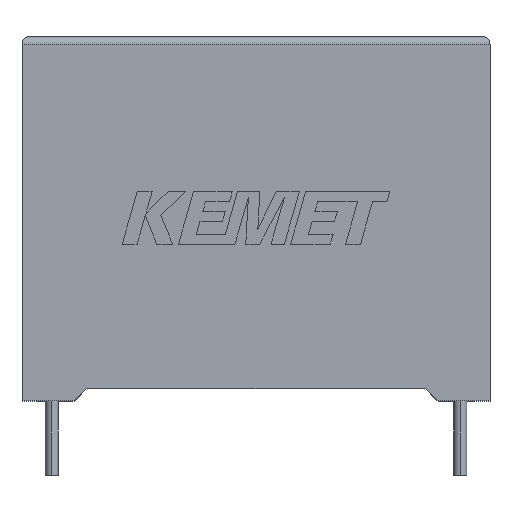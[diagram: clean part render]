
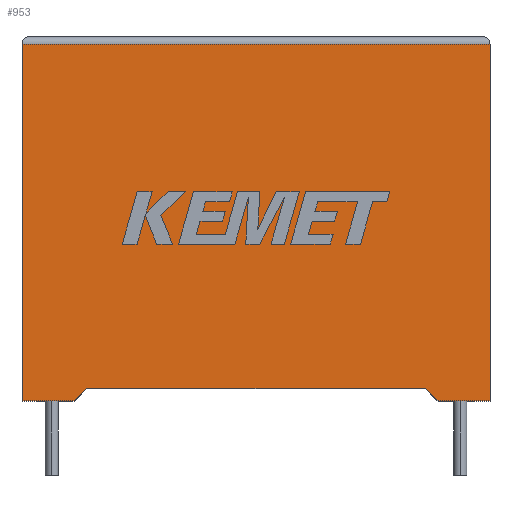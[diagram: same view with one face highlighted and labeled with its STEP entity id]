
A CAD part, top view. The second image highlights one B-rep face of the part: STEP entity #953.
In plain terms, the highlighted planar face has unit normal (0, 0, 1).
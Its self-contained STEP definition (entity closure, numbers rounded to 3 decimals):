
#7 = LINE ( 'NONE', #2836, #2870 ) ;
#21 = CARTESIAN_POINT ( 'NONE',  ( 0., 24., 14.5 ) ) ;
#50 = VECTOR ( 'NONE', #2164, 1000. ) ;
#213 = DIRECTION ( 'NONE',  ( 0., 1., 0. ) ) ;
#274 = VERTEX_POINT ( 'NONE', #2453 ) ;
#500 = VERTEX_POINT ( 'NONE', #2965 ) ;
#618 = EDGE_CURVE ( 'NONE', #1408, #2068, #1852, .T. ) ;
#621 = DIRECTION ( 'NONE',  ( 0.719, -0.695, 0. ) ) ;
#694 = VECTOR ( 'NONE', #1617, 1000. ) ;
#740 = LINE ( 'NONE', #1656, #1147 ) ;
#756 = VECTOR ( 'NONE', #2342, 1000. ) ;
#867 = DIRECTION ( 'NONE',  ( -0.719, -0.695, 0. ) ) ;
#953 = ADVANCED_FACE ( 'NONE', ( #2507 ), #1566, .F. ) ;
#962 = CARTESIAN_POINT ( 'NONE',  ( 31.5, 24., 14.5 ) ) ;
#1032 = ORIENTED_EDGE ( 'NONE', *, *, #1556, .F. ) ;
#1039 = CARTESIAN_POINT ( 'NONE',  ( 0., 0., 14.5 ) ) ;
#1077 = ORIENTED_EDGE ( 'NONE', *, *, #618, .T. ) ;
#1087 = LINE ( 'NONE', #2909, #2424 ) ;
#1147 = VECTOR ( 'NONE', #2131, 1000. ) ;
#1344 = CARTESIAN_POINT ( 'NONE',  ( 0., 0., 14.5 ) ) ;
#1408 = VERTEX_POINT ( 'NONE', #1409 ) ;
#1409 = CARTESIAN_POINT ( 'NONE',  ( 28., 0., 14.5 ) ) ;
#1452 = CARTESIAN_POINT ( 'NONE',  ( 0., 0., 14.5 ) ) ;
#1459 = LINE ( 'NONE', #1039, #50 ) ;
#1464 = EDGE_CURVE ( 'NONE', #2068, #1799, #7, .T. ) ;
#1556 = EDGE_CURVE ( 'NONE', #2445, #500, #2163, .T. ) ;
#1566 = PLANE ( 'NONE',  #2967 ) ;
#1617 = DIRECTION ( 'NONE',  ( 1., 0., 0. ) ) ;
#1656 = CARTESIAN_POINT ( 'NONE',  ( 15.75, 0.845, 14.5 ) ) ;
#1745 = VERTEX_POINT ( 'NONE', #1452 ) ;
#1782 = ORIENTED_EDGE ( 'NONE', *, *, #2705, .F. ) ;
#1788 = ORIENTED_EDGE ( 'NONE', *, *, #2233, .T. ) ;
#1799 = VERTEX_POINT ( 'NONE', #962 ) ;
#1816 = DIRECTION ( 'NONE',  ( 0., 0., -1. ) ) ;
#1852 = LINE ( 'NONE', #2789, #694 ) ;
#1868 = CARTESIAN_POINT ( 'NONE',  ( 0., 0., 14.5 ) ) ;
#1972 = CARTESIAN_POINT ( 'NONE',  ( 4.375, 0.845, 14.5 ) ) ;
#2024 = EDGE_CURVE ( 'NONE', #1745, #500, #2828, .T. ) ;
#2068 = VERTEX_POINT ( 'NONE', #2809 ) ;
#2131 = DIRECTION ( 'NONE',  ( -1., 0., 0. ) ) ;
#2163 = LINE ( 'NONE', #2384, #2267 ) ;
#2164 = DIRECTION ( 'NONE',  ( 0., -1., 0. ) ) ;
#2168 = VECTOR ( 'NONE', #2623, 1000. ) ;
#2206 = EDGE_LOOP ( 'NONE', ( #2545, #1788, #2947, #2472, #1032, #1782, #2322, #1077 ) ) ;
#2233 = EDGE_CURVE ( 'NONE', #1799, #274, #2326, .T. ) ;
#2267 = VECTOR ( 'NONE', #867, 1000. ) ;
#2322 = ORIENTED_EDGE ( 'NONE', *, *, #2780, .T. ) ;
#2326 = LINE ( 'NONE', #21, #2168 ) ;
#2342 = DIRECTION ( 'NONE',  ( 1., 0., 0. ) ) ;
#2384 = CARTESIAN_POINT ( 'NONE',  ( 3.5, 0., 14.5 ) ) ;
#2391 = EDGE_CURVE ( 'NONE', #274, #1745, #1459, .T. ) ;
#2424 = VECTOR ( 'NONE', #621, 1000. ) ;
#2445 = VERTEX_POINT ( 'NONE', #1972 ) ;
#2453 = CARTESIAN_POINT ( 'NONE',  ( 0., 24., 14.5 ) ) ;
#2472 = ORIENTED_EDGE ( 'NONE', *, *, #2024, .T. ) ;
#2507 = FACE_OUTER_BOUND ( 'NONE', #2206, .T. ) ;
#2545 = ORIENTED_EDGE ( 'NONE', *, *, #1464, .T. ) ;
#2623 = DIRECTION ( 'NONE',  ( -1., 0., 0. ) ) ;
#2691 = CARTESIAN_POINT ( 'NONE',  ( 27.125, 0.845, 14.5 ) ) ;
#2705 = EDGE_CURVE ( 'NONE', #2838, #2445, #740, .T. ) ;
#2757 = DIRECTION ( 'NONE',  ( -1., 0., 0. ) ) ;
#2780 = EDGE_CURVE ( 'NONE', #2838, #1408, #1087, .T. ) ;
#2789 = CARTESIAN_POINT ( 'NONE',  ( 0., 0., 14.5 ) ) ;
#2809 = CARTESIAN_POINT ( 'NONE',  ( 31.5, 0., 14.5 ) ) ;
#2828 = LINE ( 'NONE', #1868, #756 ) ;
#2836 = CARTESIAN_POINT ( 'NONE',  ( 31.5, 0., 14.5 ) ) ;
#2838 = VERTEX_POINT ( 'NONE', #2691 ) ;
#2870 = VECTOR ( 'NONE', #213, 1000. ) ;
#2909 = CARTESIAN_POINT ( 'NONE',  ( 28., 0., 14.5 ) ) ;
#2947 = ORIENTED_EDGE ( 'NONE', *, *, #2391, .T. ) ;
#2965 = CARTESIAN_POINT ( 'NONE',  ( 3.5, 0., 14.5 ) ) ;
#2967 = AXIS2_PLACEMENT_3D ( 'NONE', #1344, #1816, #2757 ) ;
